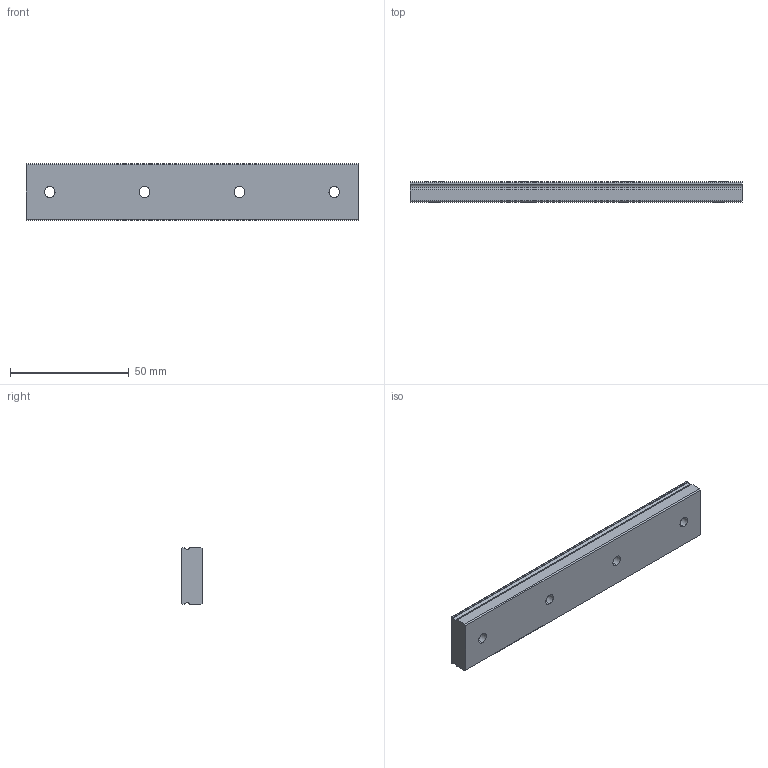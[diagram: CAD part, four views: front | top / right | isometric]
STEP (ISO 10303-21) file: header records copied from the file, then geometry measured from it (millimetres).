
FILE_DESCRIPTION (( 'STEP AP214' ), '1' );
FILE_NAME ('SRS12WSSS-140LM_G10_0_0_0_0_0_1.STEP', '2021-08-09T12:26:15', ( '' ), ( '' ), 'SwSTEP 2.0', 'SolidWorks 2021', '' );
FILE_SCHEMA (( 'AUTOMOTIVE_DESIGN' ));
Length unit declared in the file: millimetre
Products named in the file (2): _SRS12WS14010 Track; SRS12WSSS-140LM_G10_0_0_0_0_0_1
Assembly tree (1 placements, depth 2):
  SRS12WSSS-140LM_G10_0_0_0_0_0_1
    _SRS12WS14010 Track
Bounding box: 140 x 8.5 x 24 mm (x, y, z)
Volume: 27037.4 mm3; surface area: 10065 mm2
Topology: 1 solids, 1 shells, 39 faces, 99 edges, 66 vertices
Faces by surface type: cylinder 23, plane 16
Entity records: 1281 total; most frequent: DIRECTION 231, CARTESIAN_POINT 208, ORIENTED_EDGE 198, EDGE_CURVE 99, AXIS2_PLACEMENT_3D 89, VERTEX_POINT 66, VECTOR 53, LINE 53
